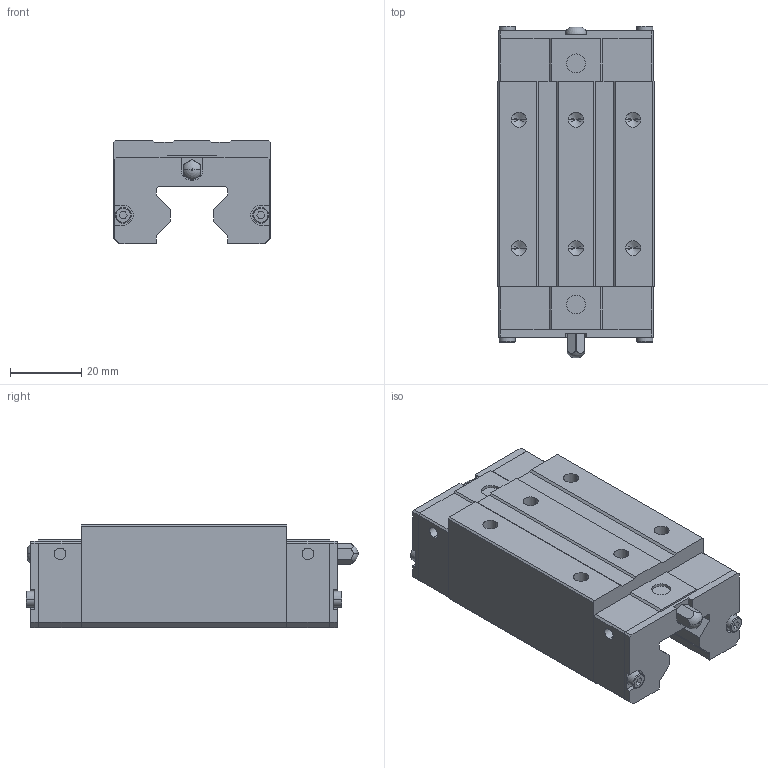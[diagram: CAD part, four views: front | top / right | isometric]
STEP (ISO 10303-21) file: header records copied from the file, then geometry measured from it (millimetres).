
FILE_DESCRIPTION(('STEP AP214'),'1');
FILE_NAME('cctmp_D04644DF-3F2B-40D3-A3A5-D24B0BD0DC2E_2024_08_20_20_14_54_0225..stp','2024-08-20T18:14:54',('HIWIN GmbH'),('CADClick - www.CADClick.com'),'Spatial InterOp 3D',' ','unknown authorization');
FILE_SCHEMA(('AUTOMOTIVE_DESIGN'));
Length unit declared in the file: millimetre
Products named in the file (1): RGH20CAZAH_FILE
Bounding box: 44 x 93.09 x 29 mm (x, y, z)
Volume: 79845.7 mm3; surface area: 18499.5 mm2
Topology: 1 solids, 5 shells, 260 faces, 675 edges, 435 vertices
Faces by surface type: plane 162, cylinder 70, torus 14, cone 12, sphere 2
Entity records: 9977 total; most frequent: CARTESIAN_POINT 1407, DIRECTION 1355, ORIENTED_EDGE 1326, EDGE_CURVE 663, LINE 477, VECTOR 477, AXIS2_PLACEMENT_3D 439, VERTEX_POINT 435
